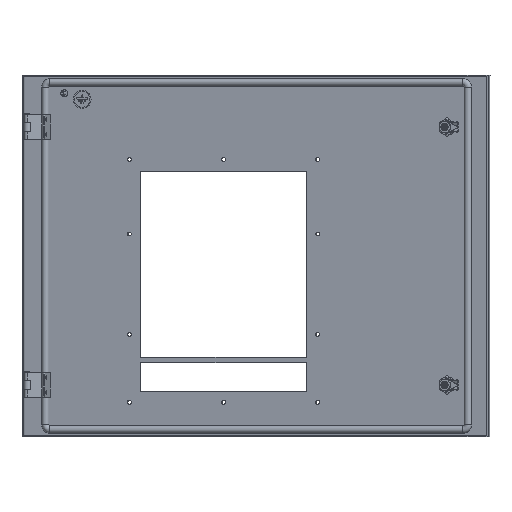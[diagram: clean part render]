
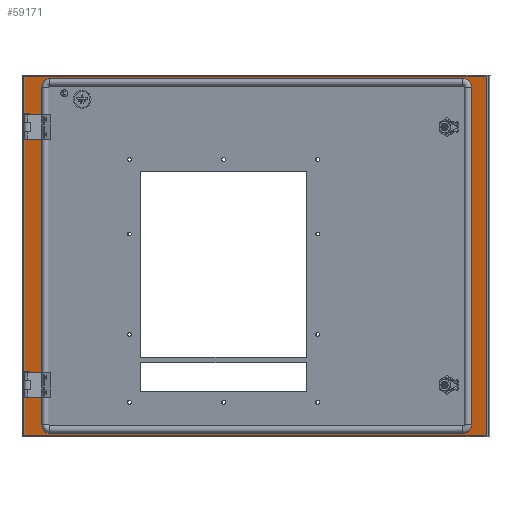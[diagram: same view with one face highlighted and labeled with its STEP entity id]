
A CAD part, left-side view. The second image highlights one B-rep face of the part: STEP entity #59171.
In plain terms, the highlighted planar face has unit normal (-0.966, 0.259, 0).
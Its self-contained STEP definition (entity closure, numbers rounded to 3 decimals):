
#554 = CARTESIAN_POINT ( 'NONE',  ( -179.378, -655.739, 303. ) ) ;
#1382 = FACE_BOUND ( 'NONE', #47809, .T. ) ;
#1683 = CIRCLE ( 'NONE', #107109, 0.5 ) ;
#2284 = VECTOR ( 'NONE', #27409, 1000. ) ;
#2300 = CARTESIAN_POINT ( 'NONE',  ( 6.538, 38.808, -253. ) ) ;
#2850 = ORIENTED_EDGE ( 'NONE', *, *, #63746, .F. ) ;
#2899 = CIRCLE ( 'NONE', #108319, 0.5 ) ;
#3035 = CARTESIAN_POINT ( 'NONE',  ( 9.9, 51.366, -187.5 ) ) ;
#3180 = VERTEX_POINT ( 'NONE', #96605 ) ;
#3486 = CARTESIAN_POINT ( 'NONE',  ( 9.9, 51.366, 237.5 ) ) ;
#5513 = VERTEX_POINT ( 'NONE', #26394 ) ;
#5568 = CARTESIAN_POINT ( 'NONE',  ( 14.037, 66.822, -271. ) ) ;
#5656 = CARTESIAN_POINT ( 'NONE',  ( -182.998, -669.263, 303. ) ) ;
#6044 = ORIENTED_EDGE ( 'NONE', *, *, #55774, .F. ) ;
#7308 = CARTESIAN_POINT ( 'NONE',  ( -88.23, -315.227, -271. ) ) ;
#7867 = LINE ( 'NONE', #7308, #43586 ) ;
#9003 = VECTOR ( 'NONE', #29619, 1000. ) ;
#9523 = DIRECTION ( 'NONE',  ( 0.966, -0.259, 0. ) ) ;
#9667 = EDGE_LOOP ( 'NONE', ( #77493, #53196, #60624, #46811 ) ) ;
#10399 = EDGE_LOOP ( 'NONE', ( #56785, #55720, #109427, #35263, #42947, #24802, #57049, #106456 ) ) ;
#12402 = CIRCLE ( 'NONE', #82046, 14. ) ;
#14616 = DIRECTION ( 'NONE',  ( 0., 0., -1. ) ) ;
#18725 = DIRECTION ( 'NONE',  ( 0.259, 0.966, 0. ) ) ;
#20131 = CARTESIAN_POINT ( 'NONE',  ( 2.918, 25.285, -267. ) ) ;
#21374 = DIRECTION ( 'NONE',  ( -0.259, -0.966, 0. ) ) ;
#21623 = LINE ( 'NONE', #73181, #105251 ) ;
#23333 = DIRECTION ( 'NONE',  ( 0., 0., -1. ) ) ;
#24302 = CIRCLE ( 'NONE', #63673, 0.5 ) ;
#24373 = EDGE_CURVE ( 'NONE', #37877, #39591, #96795, .T. ) ;
#24499 = DIRECTION ( 'NONE',  ( 0.259, 0.966, 0. ) ) ;
#24802 = ORIENTED_EDGE ( 'NONE', *, *, #109505, .T. ) ;
#25782 = EDGE_CURVE ( 'NONE', #39591, #98109, #71734, .T. ) ;
#26394 = CARTESIAN_POINT ( 'NONE',  ( 10.029, 51.849, 237.5 ) ) ;
#27119 = DIRECTION ( 'NONE',  ( 0.966, -0.259, 0. ) ) ;
#27409 = DIRECTION ( 'NONE',  ( 0., 0., 1. ) ) ;
#29619 = DIRECTION ( 'NONE',  ( -0.259, -0.966, 0. ) ) ;
#30383 = EDGE_LOOP ( 'NONE', ( #2850, #64195 ) ) ;
#34032 = DIRECTION ( 'NONE',  ( 0.966, -0.259, 0. ) ) ;
#35263 = ORIENTED_EDGE ( 'NONE', *, *, #43996, .T. ) ;
#35402 = CIRCLE ( 'NONE', #40738, 14. ) ;
#35557 = FACE_BOUND ( 'NONE', #30383, .T. ) ;
#36317 = VERTEX_POINT ( 'NONE', #61193 ) ;
#37191 = DIRECTION ( 'NONE',  ( -0.966, 0.259, 0. ) ) ;
#37553 = EDGE_CURVE ( 'NONE', #51921, #39963, #7867, .T. ) ;
#37877 = VERTEX_POINT ( 'NONE', #56019 ) ;
#38038 = CARTESIAN_POINT ( 'NONE',  ( -88.23, -315.227, 321. ) ) ;
#39591 = VERTEX_POINT ( 'NONE', #53318 ) ;
#39963 = VERTEX_POINT ( 'NONE', #59374 ) ;
#40738 = AXIS2_PLACEMENT_3D ( 'NONE', #554, #9523, #71080 ) ;
#41657 = CARTESIAN_POINT ( 'NONE',  ( 14.037, 66.822, 321. ) ) ;
#42947 = ORIENTED_EDGE ( 'NONE', *, *, #48314, .T. ) ;
#43586 = VECTOR ( 'NONE', #75615, 1000. ) ;
#43996 = EDGE_CURVE ( 'NONE', #95933, #36317, #53839, .T. ) ;
#45373 = DIRECTION ( 'NONE',  ( 0.259, 0.966, 0. ) ) ;
#45427 = DIRECTION ( 'NONE',  ( -0.259, -0.966, 0. ) ) ;
#45469 = EDGE_CURVE ( 'NONE', #39963, #53156, #21623, .T. ) ;
#45631 = DIRECTION ( 'NONE',  ( -0.259, -0.966, 0. ) ) ;
#46811 = ORIENTED_EDGE ( 'NONE', *, *, #87494, .T. ) ;
#47148 = LINE ( 'NONE', #5656, #101260 ) ;
#47809 = EDGE_LOOP ( 'NONE', ( #66282, #6044 ) ) ;
#47998 = VECTOR ( 'NONE', #45427, 1000. ) ;
#48079 = VERTEX_POINT ( 'NONE', #110230 ) ;
#48314 = EDGE_CURVE ( 'NONE', #36317, #48079, #35402, .T. ) ;
#49579 = EDGE_CURVE ( 'NONE', #56344, #95933, #110442, .T. ) ;
#50659 = VECTOR ( 'NONE', #23333, 1000. ) ;
#50843 = VERTEX_POINT ( 'NONE', #74425 ) ;
#51001 = CARTESIAN_POINT ( 'NONE',  ( 10.029, 51.849, -187.5 ) ) ;
#51573 = LINE ( 'NONE', #77271, #2284 ) ;
#51921 = VERTEX_POINT ( 'NONE', #5568 ) ;
#51954 = CARTESIAN_POINT ( 'NONE',  ( 2.918, 25.285, 303. ) ) ;
#52742 = CARTESIAN_POINT ( 'NONE',  ( 2.918, 25.285, 317. ) ) ;
#53156 = VERTEX_POINT ( 'NONE', #73878 ) ;
#53196 = ORIENTED_EDGE ( 'NONE', *, *, #37553, .T. ) ;
#53318 = CARTESIAN_POINT ( 'NONE',  ( -179.378, -655.739, -267. ) ) ;
#53669 = CIRCLE ( 'NONE', #68002, 0.5 ) ;
#53785 = LINE ( 'NONE', #38038, #63298 ) ;
#53839 = LINE ( 'NONE', #52742, #47998 ) ;
#54505 = CARTESIAN_POINT ( 'NONE',  ( -179.378, -655.739, -253. ) ) ;
#55720 = ORIENTED_EDGE ( 'NONE', *, *, #85990, .T. ) ;
#55774 = EDGE_CURVE ( 'NONE', #5513, #3180, #2899, .T. ) ;
#55818 = EDGE_CURVE ( 'NONE', #95663, #50843, #24302, .T. ) ;
#56019 = CARTESIAN_POINT ( 'NONE',  ( 2.918, 25.285, -267. ) ) ;
#56344 = VERTEX_POINT ( 'NONE', #65795 ) ;
#56785 = ORIENTED_EDGE ( 'NONE', *, *, #63271, .F. ) ;
#57049 = ORIENTED_EDGE ( 'NONE', *, *, #25782, .F. ) ;
#59171 = ADVANCED_FACE ( 'NONE', ( #61330, #1382, #35557, #69723 ), #103760, .F. ) ;
#59374 = CARTESIAN_POINT ( 'NONE',  ( -190.497, -697.277, -271. ) ) ;
#60624 = ORIENTED_EDGE ( 'NONE', *, *, #45469, .T. ) ;
#61193 = CARTESIAN_POINT ( 'NONE',  ( -179.378, -655.739, 317. ) ) ;
#61330 = FACE_OUTER_BOUND ( 'NONE', #9667, .T. ) ;
#62799 = VERTEX_POINT ( 'NONE', #41657 ) ;
#63271 = EDGE_CURVE ( 'NONE', #99503, #37877, #12402, .T. ) ;
#63298 = VECTOR ( 'NONE', #45373, 1000. ) ;
#63673 = AXIS2_PLACEMENT_3D ( 'NONE', #79085, #89677, #21374 ) ;
#63746 = EDGE_CURVE ( 'NONE', #50843, #95663, #1683, .T. ) ;
#64195 = ORIENTED_EDGE ( 'NONE', *, *, #55818, .F. ) ;
#64561 = DIRECTION ( 'NONE',  ( 0., 0., -1. ) ) ;
#64812 = CARTESIAN_POINT ( 'NONE',  ( 2.918, 25.285, -253. ) ) ;
#65795 = CARTESIAN_POINT ( 'NONE',  ( 6.538, 38.808, 303. ) ) ;
#66282 = ORIENTED_EDGE ( 'NONE', *, *, #70082, .F. ) ;
#68002 = AXIS2_PLACEMENT_3D ( 'NONE', #71375, #89247, #45631 ) ;
#68162 = LINE ( 'NONE', #100551, #50659 ) ;
#68620 = CARTESIAN_POINT ( 'NONE',  ( -88.23, -315.227, 25. ) ) ;
#69723 = FACE_BOUND ( 'NONE', #10399, .T. ) ;
#70082 = EDGE_CURVE ( 'NONE', #3180, #5513, #53669, .T. ) ;
#70711 = DIRECTION ( 'NONE',  ( -0.966, 0.259, 0. ) ) ;
#71080 = DIRECTION ( 'NONE',  ( 0., 0., 1. ) ) ;
#71351 = DIRECTION ( 'NONE',  ( -0.259, -0.966, 0. ) ) ;
#71375 = CARTESIAN_POINT ( 'NONE',  ( 9.9, 51.366, 237.5 ) ) ;
#71734 = CIRCLE ( 'NONE', #105580, 14. ) ;
#73181 = CARTESIAN_POINT ( 'NONE',  ( -190.497, -697.277, 25. ) ) ;
#73878 = CARTESIAN_POINT ( 'NONE',  ( -190.497, -697.277, 321. ) ) ;
#74425 = CARTESIAN_POINT ( 'NONE',  ( 9.77, 50.883, -187.5 ) ) ;
#74807 = AXIS2_PLACEMENT_3D ( 'NONE', #51954, #34032, #24499 ) ;
#75615 = DIRECTION ( 'NONE',  ( -0.259, -0.966, 0. ) ) ;
#77271 = CARTESIAN_POINT ( 'NONE',  ( 6.538, 38.808, 25. ) ) ;
#77493 = ORIENTED_EDGE ( 'NONE', *, *, #98382, .T. ) ;
#78766 = CARTESIAN_POINT ( 'NONE',  ( -182.998, -669.263, -253. ) ) ;
#79085 = CARTESIAN_POINT ( 'NONE',  ( 9.9, 51.366, -187.5 ) ) ;
#81510 = DIRECTION ( 'NONE',  ( 0., 0., 1. ) ) ;
#82046 = AXIS2_PLACEMENT_3D ( 'NONE', #64812, #98844, #90503 ) ;
#85990 = EDGE_CURVE ( 'NONE', #99503, #56344, #51573, .T. ) ;
#87494 = EDGE_CURVE ( 'NONE', #53156, #62799, #53785, .T. ) ;
#89247 = DIRECTION ( 'NONE',  ( -0.966, 0.259, 0. ) ) ;
#89677 = DIRECTION ( 'NONE',  ( -0.966, 0.259, 0. ) ) ;
#90503 = DIRECTION ( 'NONE',  ( 0.259, 0.966, 0. ) ) ;
#91145 = CARTESIAN_POINT ( 'NONE',  ( 2.918, 25.285, 317. ) ) ;
#94287 = AXIS2_PLACEMENT_3D ( 'NONE', #68620, #27119, #18725 ) ;
#95663 = VERTEX_POINT ( 'NONE', #51001 ) ;
#95933 = VERTEX_POINT ( 'NONE', #91145 ) ;
#96605 = CARTESIAN_POINT ( 'NONE',  ( 9.77, 50.883, 237.5 ) ) ;
#96795 = LINE ( 'NONE', #20131, #9003 ) ;
#98032 = DIRECTION ( 'NONE',  ( -0.259, -0.966, 0. ) ) ;
#98109 = VERTEX_POINT ( 'NONE', #78766 ) ;
#98382 = EDGE_CURVE ( 'NONE', #62799, #51921, #68162, .T. ) ;
#98844 = DIRECTION ( 'NONE',  ( -0.966, 0.259, 0. ) ) ;
#99503 = VERTEX_POINT ( 'NONE', #2300 ) ;
#100551 = CARTESIAN_POINT ( 'NONE',  ( 14.037, 66.822, 25. ) ) ;
#101260 = VECTOR ( 'NONE', #14616, 1000. ) ;
#103760 = PLANE ( 'NONE',  #94287 ) ;
#105251 = VECTOR ( 'NONE', #81510, 1000. ) ;
#105321 = DIRECTION ( 'NONE',  ( -0.966, 0.259, 0. ) ) ;
#105580 = AXIS2_PLACEMENT_3D ( 'NONE', #54505, #105321, #64561 ) ;
#106456 = ORIENTED_EDGE ( 'NONE', *, *, #24373, .F. ) ;
#107109 = AXIS2_PLACEMENT_3D ( 'NONE', #3035, #37191, #71351 ) ;
#108319 = AXIS2_PLACEMENT_3D ( 'NONE', #3486, #70711, #98032 ) ;
#109427 = ORIENTED_EDGE ( 'NONE', *, *, #49579, .T. ) ;
#109505 = EDGE_CURVE ( 'NONE', #48079, #98109, #47148, .T. ) ;
#110230 = CARTESIAN_POINT ( 'NONE',  ( -182.998, -669.263, 303. ) ) ;
#110442 = CIRCLE ( 'NONE', #74807, 14. ) ;
